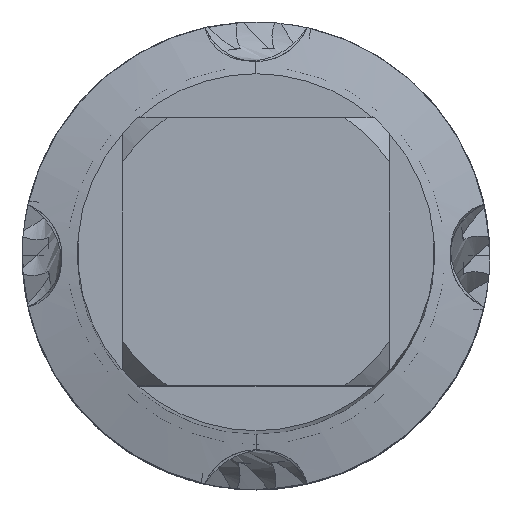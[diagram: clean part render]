
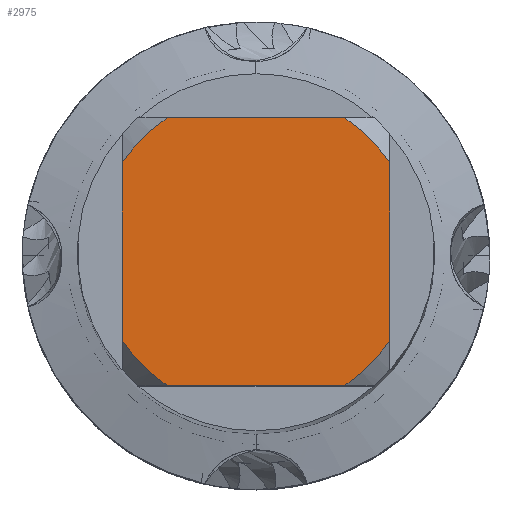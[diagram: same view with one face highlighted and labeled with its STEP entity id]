
A CAD part, top view. The second image highlights one B-rep face of the part: STEP entity #2975.
In plain terms, the highlighted planar face has unit normal (0, 0, 1).
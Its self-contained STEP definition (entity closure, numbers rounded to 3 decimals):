
#1889=VERTEX_POINT('',#5582);
#1951=EDGE_CURVE('',#5507,#5165,#5646,.T.);
#2215=EDGE_CURVE('',#1889,#4965,#5934,.T.);
#2347=VERTEX_POINT('',#6077);
#2499=EDGE_CURVE('',#3713,#4163,#6239,.T.);
#2919=EDGE_CURVE('',#2931,#2347,#6701,.T.);
#2931=VERTEX_POINT('',#6714);
#2975=ADVANCED_FACE('',(#6765),#6766,.T.);
#3713=VERTEX_POINT('',#7565);
#4163=VERTEX_POINT('',#8058);
#4765=EDGE_CURVE('',#5507,#4163,#8714,.T.);
#4965=VERTEX_POINT('',#8931);
#5151=EDGE_CURVE('',#1889,#2347,#9141,.T.);
#5165=VERTEX_POINT('',#9155);
#5249=EDGE_CURVE('',#2931,#5165,#9245,.T.);
#5507=VERTEX_POINT('',#9519);
#5509=EDGE_CURVE('',#3713,#4965,#9521,.T.);
#5582=CARTESIAN_POINT('',(3.98,6.0,0.0));
#5646=LINE('',#9755,#9756);
#5934=LINE('',#10359,#10360);
#6077=CARTESIAN_POINT('',(6.0,3.98,0.0));
#6239=LINE('',#11433,#11434);
#6701=LINE('',#12944,#12945);
#6714=CARTESIAN_POINT('',(6.0,-3.98,0.0));
#6765=FACE_OUTER_BOUND('',#13084,.T.);
#6766=PLANE('',#13085);
#7565=CARTESIAN_POINT('',(-6.0,3.98,0.0));
#8058=CARTESIAN_POINT('',(-6.0,-3.98,0.0));
#8714=CIRCLE('',#18901,7.2);
#8931=CARTESIAN_POINT('',(-3.98,6.0,0.0));
#9141=CIRCLE('',#20070,7.2);
#9155=CARTESIAN_POINT('',(3.98,-6.0,0.0));
#9245=CIRCLE('',#20357,7.2);
#9519=CARTESIAN_POINT('',(-3.98,-6.0,0.0));
#9521=CIRCLE('',#21343,7.2);
#9755=CARTESIAN_POINT('',(0.0,-6.0,0.0));
#9756=VECTOR('',#21495,1.0);
#10359=CARTESIAN_POINT('',(0.0,6.0,0.0));
#10360=VECTOR('',#21779,1.0);
#11433=CARTESIAN_POINT('',(-6.0,1.8,0.0));
#11434=VECTOR('',#22153,1.0);
#12944=CARTESIAN_POINT('',(6.0,1.8,0.0));
#12945=VECTOR('',#22692,1.0);
#13084=EDGE_LOOP('',(#22779,#22780,#22781,#22782,#22783,#22784,#22785,#22786));
#13085=AXIS2_PLACEMENT_3D('',#22787,#22788,#22789);
#18901=AXIS2_PLACEMENT_3D('',#24917,#24918,#24919);
#20070=AXIS2_PLACEMENT_3D('',#25389,#25390,#25391);
#20357=AXIS2_PLACEMENT_3D('',#25487,#25488,#25489);
#21343=AXIS2_PLACEMENT_3D('',#25696,#25697,#25698);
#21495=DIRECTION('',(1.0,0.0,0.0));
#21779=DIRECTION('',(-1.0,0.0,0.0));
#22153=DIRECTION('',(-0.0,-1.0,0.0));
#22692=DIRECTION('',(-0.0,1.0,0.0));
#22779=ORIENTED_EDGE('',*,*,#2499,.T.);
#22780=ORIENTED_EDGE('',*,*,#4765,.F.);
#22781=ORIENTED_EDGE('',*,*,#1951,.T.);
#22782=ORIENTED_EDGE('',*,*,#5249,.F.);
#22783=ORIENTED_EDGE('',*,*,#2919,.T.);
#22784=ORIENTED_EDGE('',*,*,#5151,.F.);
#22785=ORIENTED_EDGE('',*,*,#2215,.T.);
#22786=ORIENTED_EDGE('',*,*,#5509,.F.);
#22787=CARTESIAN_POINT('',(0.0,3.6,0.0));
#22788=DIRECTION('',(-0.0,0.0,1.0));
#22789=DIRECTION('',(0.0,-1.0,0.0));
#24917=CARTESIAN_POINT('',(0.0,0.0,0.0));
#24918=DIRECTION('',(0.0,0.0,-1.0));
#24919=DIRECTION('',(0.0,1.0,0.0));
#25389=CARTESIAN_POINT('',(0.0,0.0,0.0));
#25390=DIRECTION('',(0.0,0.0,-1.0));
#25391=DIRECTION('',(0.0,1.0,0.0));
#25487=CARTESIAN_POINT('',(0.0,0.0,0.0));
#25488=DIRECTION('',(0.0,0.0,-1.0));
#25489=DIRECTION('',(0.0,1.0,0.0));
#25696=CARTESIAN_POINT('',(0.0,0.0,0.0));
#25697=DIRECTION('',(0.0,0.0,-1.0));
#25698=DIRECTION('',(0.0,1.0,0.0));
